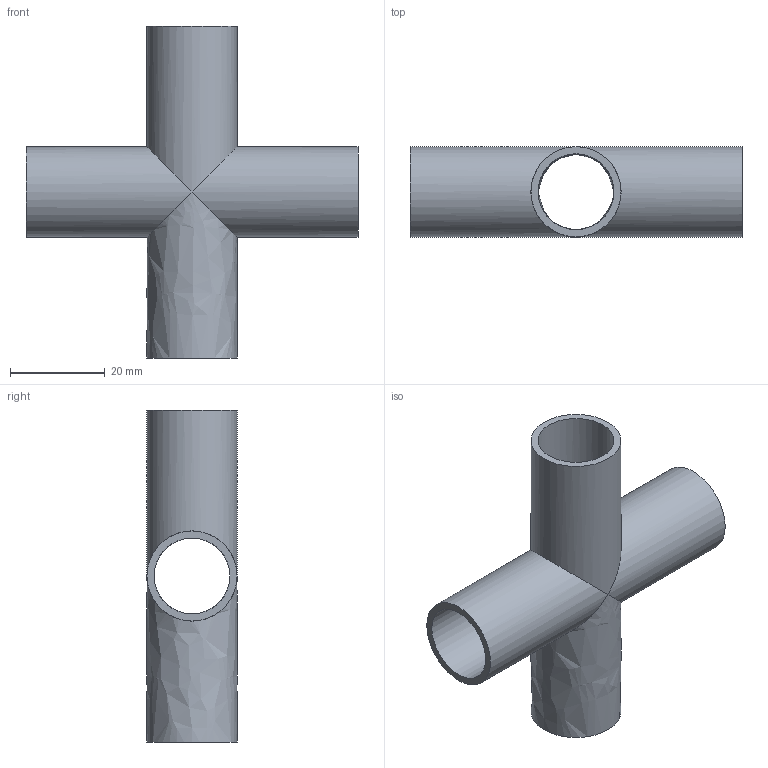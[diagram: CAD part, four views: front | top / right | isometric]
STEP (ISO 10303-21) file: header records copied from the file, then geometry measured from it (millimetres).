
FILE_DESCRIPTION((''),'2;1');
FILE_NAME('47820015X.stp','2010-09-06T13:47:36',('thilbrands'),(''),'Autodesk Inventor 2008','Autodesk Inventor 2008','');
FILE_SCHEMA(('AUTOMOTIVE_DESIGN { 1 0 10303 214 1 1 1 1 }'));
Length unit declared in the file: millimetre
Products named in the file (1): 478200151
Bounding box: 70 x 19 x 70 mm (x, y, z)
Volume: 9703.3 mm3; surface area: 13255.5 mm2
Topology: 1 solids, 1 shells, 12 faces, 28 edges, 16 vertices
Faces by surface type: cylinder 6, bspline 3, plane 3
Full cylindrical faces by diameter (mm): 16 x3, 19 x3
Entity records: 332 total; most frequent: CARTESIAN_POINT 78, DIRECTION 52, ORIENTED_EDGE 32, AXIS2_PLACEMENT_3D 26, EDGE_LOOP 24, EDGE_CURVE 16, VERTEX_POINT 12, FACE_OUTER_BOUND 12
